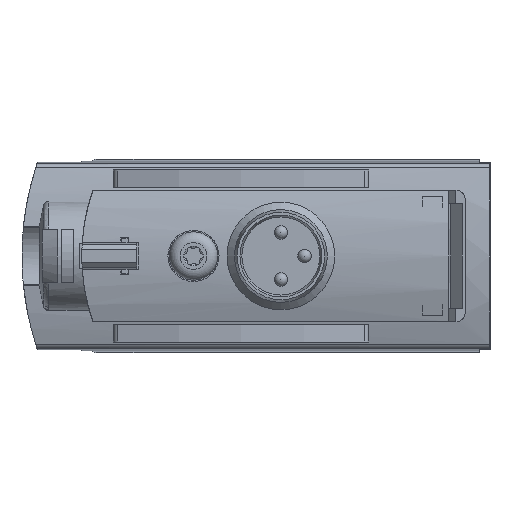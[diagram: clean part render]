
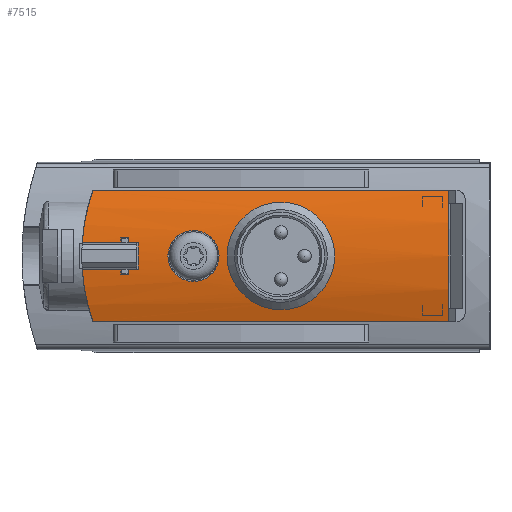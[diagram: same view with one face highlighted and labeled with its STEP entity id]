
A CAD part, left-side view. The second image highlights one B-rep face of the part: STEP entity #7515.
In plain terms, the highlighted cylindrical face has radius 15 mm (diameter 30 mm), a partial arc.
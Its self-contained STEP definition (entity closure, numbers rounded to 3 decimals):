
#84=B_SPLINE_CURVE_WITH_KNOTS('',3,(#13460,#13461,#13462,#13463,#13464,
#13465,#13466,#13467,#13468,#13469,#13470),.UNSPECIFIED.,.T.,.F.,(1,1,1,
1,1,1,1,1,1,1,1,1,1,1,1),(-0.004,-0.003,-0.001,
0.,0.001,0.003,0.004,0.006,
0.007,0.009,0.01,0.012,
0.013,0.015,0.016),.UNSPECIFIED.);
#85=B_SPLINE_CURVE_WITH_KNOTS('',3,(#13504,#13505,#13506,#13507,#13508,
#13509,#13510,#13511,#13512,#13513,#13514),.UNSPECIFIED.,.T.,.F.,(1,1,1,
1,1,1,1,1,1,1,1,1,1,1,1),(-0.008,-0.006,-0.003,
0.,0.003,0.006,0.008,0.011,
0.014,0.017,0.02,0.023,
0.025,0.028,0.031),.UNSPECIFIED.);
#120=ELLIPSE('',#9704,21.213,15.);
#121=ELLIPSE('',#9710,21.213,15.);
#730=LINE('',#13472,#1465);
#731=LINE('',#13477,#1466);
#732=LINE('',#13481,#1467);
#733=LINE('',#13485,#1468);
#734=LINE('',#13489,#1469);
#735=LINE('',#13493,#1470);
#736=LINE('',#13497,#1471);
#737=LINE('',#13501,#1472);
#1465=VECTOR('',#11144,1000.);
#1466=VECTOR('',#11147,1000.);
#1467=VECTOR('',#11150,1000.);
#1468=VECTOR('',#11153,1000.);
#1469=VECTOR('',#11156,1000.);
#1470=VECTOR('',#11159,1000.);
#1471=VECTOR('',#11162,1000.);
#1472=VECTOR('',#11165,1000.);
#2902=ORIENTED_EDGE('',*,*,#4556,.F.);
#2903=ORIENTED_EDGE('',*,*,#4557,.F.);
#2904=ORIENTED_EDGE('',*,*,#4558,.T.);
#2905=ORIENTED_EDGE('',*,*,#4559,.T.);
#2906=ORIENTED_EDGE('',*,*,#4560,.T.);
#2907=ORIENTED_EDGE('',*,*,#4561,.T.);
#2908=ORIENTED_EDGE('',*,*,#4562,.T.);
#2909=ORIENTED_EDGE('',*,*,#4563,.T.);
#2910=ORIENTED_EDGE('',*,*,#4564,.T.);
#2911=ORIENTED_EDGE('',*,*,#4565,.T.);
#2912=ORIENTED_EDGE('',*,*,#4566,.T.);
#2913=ORIENTED_EDGE('',*,*,#4567,.T.);
#2914=ORIENTED_EDGE('',*,*,#4568,.T.);
#2915=ORIENTED_EDGE('',*,*,#4569,.T.);
#2916=ORIENTED_EDGE('',*,*,#4570,.T.);
#2917=ORIENTED_EDGE('',*,*,#4571,.T.);
#2918=ORIENTED_EDGE('',*,*,#4572,.T.);
#2919=ORIENTED_EDGE('',*,*,#4573,.F.);
#4556=EDGE_CURVE('',#5479,#5479,#84,.T.);
#4557=EDGE_CURVE('',#5480,#5481,#730,.T.);
#4558=EDGE_CURVE('',#5480,#5482,#120,.T.);
#4559=EDGE_CURVE('',#5482,#5483,#731,.T.);
#4560=EDGE_CURVE('',#5483,#5484,#6007,.F.);
#4561=EDGE_CURVE('',#5484,#5485,#732,.T.);
#4562=EDGE_CURVE('',#5485,#5486,#6008,.F.);
#4563=EDGE_CURVE('',#5486,#5487,#733,.T.);
#4564=EDGE_CURVE('',#5487,#5488,#6009,.F.);
#4565=EDGE_CURVE('',#5488,#5489,#734,.F.);
#4566=EDGE_CURVE('',#5489,#5490,#6010,.F.);
#4567=EDGE_CURVE('',#5490,#5491,#735,.F.);
#4568=EDGE_CURVE('',#5491,#5492,#6011,.F.);
#4569=EDGE_CURVE('',#5492,#5493,#736,.F.);
#4570=EDGE_CURVE('',#5493,#5494,#121,.T.);
#4571=EDGE_CURVE('',#5494,#5495,#737,.T.);
#4572=EDGE_CURVE('',#5495,#5481,#6012,.T.);
#4573=EDGE_CURVE('',#5496,#5496,#85,.T.);
#5479=VERTEX_POINT('',#13471);
#5480=VERTEX_POINT('',#13473);
#5481=VERTEX_POINT('',#13474);
#5482=VERTEX_POINT('',#13476);
#5483=VERTEX_POINT('',#13478);
#5484=VERTEX_POINT('',#13480);
#5485=VERTEX_POINT('',#13482);
#5486=VERTEX_POINT('',#13484);
#5487=VERTEX_POINT('',#13486);
#5488=VERTEX_POINT('',#13488);
#5489=VERTEX_POINT('',#13490);
#5490=VERTEX_POINT('',#13492);
#5491=VERTEX_POINT('',#13494);
#5492=VERTEX_POINT('',#13496);
#5493=VERTEX_POINT('',#13498);
#5494=VERTEX_POINT('',#13500);
#5495=VERTEX_POINT('',#13502);
#5496=VERTEX_POINT('',#13515);
#6007=CIRCLE('',#9705,15.);
#6008=CIRCLE('',#9706,15.);
#6009=CIRCLE('',#9707,15.);
#6010=CIRCLE('',#9708,15.);
#6011=CIRCLE('',#9709,15.);
#6012=CIRCLE('',#9711,15.);
#6402=EDGE_LOOP('',(#2902));
#6403=EDGE_LOOP('',(#2903,#2904,#2905,#2906,#2907,#2908,#2909,#2910,#2911,
#2912,#2913,#2914,#2915,#2916,#2917,#2918));
#6404=EDGE_LOOP('',(#2919));
#6921=FACE_BOUND('',#6402,.T.);
#6922=FACE_BOUND('',#6403,.T.);
#6923=FACE_BOUND('',#6404,.T.);
#7247=CYLINDRICAL_SURFACE('',#9703,15.);
#7515=ADVANCED_FACE('',(#6921,#6922,#6923),#7247,.T.);
#9703=AXIS2_PLACEMENT_3D('',#13459,#11142,#11143);
#9704=AXIS2_PLACEMENT_3D('',#13475,#11145,#11146);
#9705=AXIS2_PLACEMENT_3D('',#13479,#11148,#11149);
#9706=AXIS2_PLACEMENT_3D('',#13483,#11151,#11152);
#9707=AXIS2_PLACEMENT_3D('',#13487,#11154,#11155);
#9708=AXIS2_PLACEMENT_3D('',#13491,#11157,#11158);
#9709=AXIS2_PLACEMENT_3D('',#13495,#11160,#11161);
#9710=AXIS2_PLACEMENT_3D('',#13499,#11163,#11164);
#9711=AXIS2_PLACEMENT_3D('',#13503,#11166,#11167);
#11142=DIRECTION('',(0.,-1.,0.));
#11143=DIRECTION('',(0.,0.,-1.));
#11144=DIRECTION('',(0.,-1.,0.));
#11145=DIRECTION('',(0.707,-0.707,0.));
#11146=DIRECTION('',(-0.707,-0.707,0.));
#11147=DIRECTION('',(0.,-1.,0.));
#11148=DIRECTION('',(0.,-1.,0.));
#11149=DIRECTION('',(0.,0.,-1.));
#11150=DIRECTION('',(0.,-1.,0.));
#11151=DIRECTION('',(0.,1.,0.));
#11152=DIRECTION('',(0.,0.,1.));
#11153=DIRECTION('',(0.,-1.,0.));
#11154=DIRECTION('',(0.,1.,0.));
#11155=DIRECTION('',(0.,0.,1.));
#11156=DIRECTION('',(0.,-1.,0.));
#11157=DIRECTION('',(0.,1.,0.));
#11158=DIRECTION('',(0.,0.,1.));
#11159=DIRECTION('',(0.,-1.,0.));
#11160=DIRECTION('',(0.,-1.,0.));
#11161=DIRECTION('',(0.,0.,-1.));
#11162=DIRECTION('',(0.,-1.,0.));
#11163=DIRECTION('',(0.707,-0.707,0.));
#11164=DIRECTION('',(-0.707,-0.707,0.));
#11165=DIRECTION('',(0.,-1.,0.));
#11166=DIRECTION('',(0.,1.,0.));
#11167=DIRECTION('',(1.,0.,0.));
#13459=CARTESIAN_POINT('',(-5.1,27.5,0.));
#13460=CARTESIAN_POINT('',(9.84,17.509,-1.488));
#13461=CARTESIAN_POINT('',(9.749,19.,-2.106));
#13462=CARTESIAN_POINT('',(9.84,20.489,-1.488));
#13463=CARTESIAN_POINT('',(9.93,21.105,-0.002));
#13464=CARTESIAN_POINT('',(9.84,20.49,1.489));
#13465=CARTESIAN_POINT('',(9.749,19.,2.105));
#13466=CARTESIAN_POINT('',(9.84,17.513,1.49));
#13467=CARTESIAN_POINT('',(9.93,16.894,0.002));
#13468=CARTESIAN_POINT('',(9.84,17.509,-1.488));
#13469=CARTESIAN_POINT('',(9.749,19.,-2.106));
#13470=CARTESIAN_POINT('',(9.84,20.489,-1.488));
#13471=CARTESIAN_POINT('',(9.779,19.,-1.9));
#13472=CARTESIAN_POINT('',(9.077,27.5,-4.9));
#13473=CARTESIAN_POINT('',(9.077,26.477,-4.9));
#13474=CARTESIAN_POINT('',(9.077,0.,-4.9));
#13475=CARTESIAN_POINT('',(-5.1,12.3,0.));
#13476=CARTESIAN_POINT('',(9.867,27.267,-1.));
#13477=CARTESIAN_POINT('',(9.867,27.5,-1.));
#13478=CARTESIAN_POINT('',(9.867,24.4,-1.));
#13479=CARTESIAN_POINT('',(-5.1,24.4,0.));
#13480=CARTESIAN_POINT('',(9.839,24.4,-1.35));
#13481=CARTESIAN_POINT('',(9.839,27.5,-1.35));
#13482=CARTESIAN_POINT('',(9.839,23.8,-1.35));
#13483=CARTESIAN_POINT('',(-5.1,23.8,0.));
#13484=CARTESIAN_POINT('',(9.867,23.8,-1.));
#13485=CARTESIAN_POINT('',(9.867,27.5,-1.));
#13486=CARTESIAN_POINT('',(9.867,23.1,-1.));
#13487=CARTESIAN_POINT('',(-5.1,23.1,0.));
#13488=CARTESIAN_POINT('',(9.867,23.1,1.));
#13489=CARTESIAN_POINT('',(9.867,27.5,1.));
#13490=CARTESIAN_POINT('',(9.867,23.8,1.));
#13491=CARTESIAN_POINT('',(-5.1,23.8,0.));
#13492=CARTESIAN_POINT('',(9.839,23.8,1.35));
#13493=CARTESIAN_POINT('',(9.839,27.5,1.35));
#13494=CARTESIAN_POINT('',(9.839,24.4,1.35));
#13495=CARTESIAN_POINT('',(-5.1,24.4,0.));
#13496=CARTESIAN_POINT('',(9.867,24.4,1.));
#13497=CARTESIAN_POINT('',(9.867,27.5,1.));
#13498=CARTESIAN_POINT('',(9.867,27.267,1.));
#13499=CARTESIAN_POINT('',(-5.1,12.3,0.));
#13500=CARTESIAN_POINT('',(9.077,26.477,4.9));
#13501=CARTESIAN_POINT('',(9.077,27.5,4.9));
#13502=CARTESIAN_POINT('',(9.077,0.,4.9));
#13503=CARTESIAN_POINT('',(-5.1,0.,0.));
#13504=CARTESIAN_POINT('',(9.684,15.324,2.819));
#13505=CARTESIAN_POINT('',(9.35,12.499,3.99));
#13506=CARTESIAN_POINT('',(9.684,9.679,2.819));
#13507=CARTESIAN_POINT('',(10.008,8.511,0.004));
#13508=CARTESIAN_POINT('',(9.684,9.679,-2.822));
#13509=CARTESIAN_POINT('',(9.351,12.498,-3.988));
#13510=CARTESIAN_POINT('',(9.683,15.318,-2.824));
#13511=CARTESIAN_POINT('',(10.008,16.49,-0.002));
#13512=CARTESIAN_POINT('',(9.684,15.324,2.819));
#13513=CARTESIAN_POINT('',(9.35,12.499,3.99));
#13514=CARTESIAN_POINT('',(9.684,9.679,2.819));
#13515=CARTESIAN_POINT('',(9.462,12.5,3.6));
